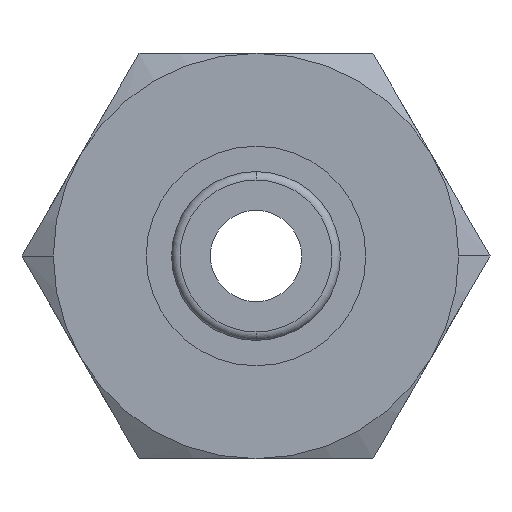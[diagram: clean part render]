
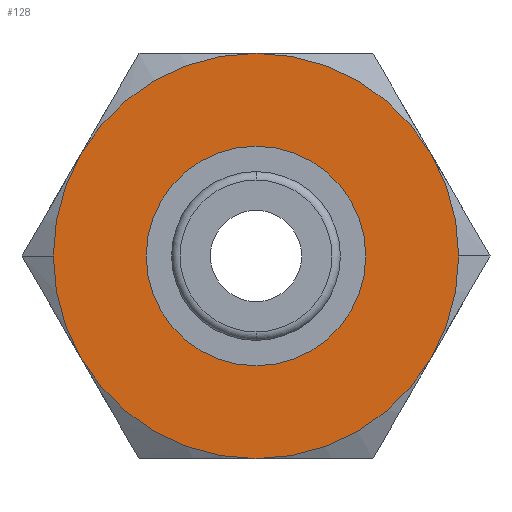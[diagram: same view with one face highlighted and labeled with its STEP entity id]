
A CAD part, front view. The second image highlights one B-rep face of the part: STEP entity #128.
In plain terms, the highlighted planar face has unit normal (0, -1, 0).
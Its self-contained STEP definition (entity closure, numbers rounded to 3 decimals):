
#128=ADVANCED_FACE('',(#282,#283),#284,.T.);
#282=FACE_OUTER_BOUND('',#467,.T.);
#283=FACE_BOUND('',#468,.T.);
#284=PLANE('',#469);
#467=EDGE_LOOP('',(#766,#767,#768,#769,#770,#771,#772,#773));
#468=EDGE_LOOP('',(#774,#775));
#469=AXIS2_PLACEMENT_3D('',#776,#777,#778);
#766=ORIENTED_EDGE('',*,*,#1208,.F.);
#767=ORIENTED_EDGE('',*,*,#1209,.F.);
#768=ORIENTED_EDGE('',*,*,#1142,.F.);
#769=ORIENTED_EDGE('',*,*,#1210,.F.);
#770=ORIENTED_EDGE('',*,*,#1211,.F.);
#771=ORIENTED_EDGE('',*,*,#1212,.F.);
#772=ORIENTED_EDGE('',*,*,#1213,.F.);
#773=ORIENTED_EDGE('',*,*,#1214,.F.);
#774=ORIENTED_EDGE('',*,*,#1195,.F.);
#775=ORIENTED_EDGE('',*,*,#1215,.F.);
#776=CARTESIAN_POINT('',(3.0,18.0,0.0));
#777=DIRECTION('',(-0.0,-1.0,-0.0));
#778=DIRECTION('',(-1.0,0.0,0.0));
#1142=EDGE_CURVE('',#1389,#1391,#1392,.T.);
#1195=EDGE_CURVE('',#1473,#1469,#1475,.T.);
#1208=EDGE_CURVE('',#1496,#1497,#1498,.T.);
#1209=EDGE_CURVE('',#1391,#1496,#1499,.T.);
#1210=EDGE_CURVE('',#1500,#1389,#1501,.T.);
#1211=EDGE_CURVE('',#1502,#1500,#1503,.T.);
#1212=EDGE_CURVE('',#1427,#1502,#1504,.T.);
#1213=EDGE_CURVE('',#1505,#1427,#1506,.T.);
#1214=EDGE_CURVE('',#1497,#1505,#1507,.T.);
#1215=EDGE_CURVE('',#1469,#1473,#1508,.T.);
#1389=VERTEX_POINT('',#1886);
#1391=VERTEX_POINT('',#1899);
#1392=CIRCLE('',#1900,6.0);
#1427=VERTEX_POINT('',#1995);
#1469=VERTEX_POINT('',#2085);
#1473=VERTEX_POINT('',#2090);
#1475=CIRCLE('',#2093,3.25);
#1496=VERTEX_POINT('',#2116);
#1497=VERTEX_POINT('',#2117);
#1498=CIRCLE('',#2118,6.0);
#1499=CIRCLE('',#2119,6.0);
#1500=VERTEX_POINT('',#2120);
#1501=CIRCLE('',#2121,6.0);
#1502=VERTEX_POINT('',#2122);
#1503=CIRCLE('',#2123,6.0);
#1504=CIRCLE('',#2124,6.0);
#1505=VERTEX_POINT('',#2125);
#1506=CIRCLE('',#2126,6.0);
#1507=CIRCLE('',#2127,6.0);
#1508=CIRCLE('',#2128,3.25);
#1886=CARTESIAN_POINT('',(-5.196,18.0,3.0));
#1899=CARTESIAN_POINT('',(0.,18.0,6.0));
#1900=AXIS2_PLACEMENT_3D('',#2441,#2442,#2443);
#1995=CARTESIAN_POINT('',(0.0,18.0,-6.0));
#2085=CARTESIAN_POINT('',(3.25,18.0,0.));
#2090=CARTESIAN_POINT('',(-3.25,18.0,0.));
#2093=AXIS2_PLACEMENT_3D('',#2515,#2516,#2517);
#2116=CARTESIAN_POINT('',(5.196,18.0,3.0));
#2117=CARTESIAN_POINT('',(6.0,18.0,0.));
#2118=AXIS2_PLACEMENT_3D('',#2538,#2539,#2540);
#2119=AXIS2_PLACEMENT_3D('',#2541,#2542,#2543);
#2120=CARTESIAN_POINT('',(-6.0,18.0,0.));
#2121=AXIS2_PLACEMENT_3D('',#2544,#2545,#2546);
#2122=CARTESIAN_POINT('',(-5.196,18.0,-3.0));
#2123=AXIS2_PLACEMENT_3D('',#2547,#2548,#2549);
#2124=AXIS2_PLACEMENT_3D('',#2550,#2551,#2552);
#2125=CARTESIAN_POINT('',(5.196,18.0,-3.0));
#2126=AXIS2_PLACEMENT_3D('',#2553,#2554,#2555);
#2127=AXIS2_PLACEMENT_3D('',#2556,#2557,#2558);
#2128=AXIS2_PLACEMENT_3D('',#2559,#2560,#2561);
#2441=CARTESIAN_POINT('',(0.0,18.0,0.0));
#2442=DIRECTION('',(-0.0,1.0,0.0));
#2443=DIRECTION('',(1.0,0.0,0.0));
#2515=CARTESIAN_POINT('',(0.0,18.0,0.0));
#2516=DIRECTION('',(0.0,-1.0,0.0));
#2517=DIRECTION('',(1.0,0.0,0.0));
#2538=CARTESIAN_POINT('',(0.0,18.0,0.0));
#2539=DIRECTION('',(-0.0,1.0,0.0));
#2540=DIRECTION('',(1.0,0.0,0.0));
#2541=CARTESIAN_POINT('',(0.0,18.0,0.0));
#2542=DIRECTION('',(-0.0,1.0,0.0));
#2543=DIRECTION('',(1.0,0.0,0.0));
#2544=CARTESIAN_POINT('',(0.0,18.0,0.0));
#2545=DIRECTION('',(-0.0,1.0,0.0));
#2546=DIRECTION('',(1.0,0.0,0.0));
#2547=CARTESIAN_POINT('',(0.0,18.0,0.0));
#2548=DIRECTION('',(-0.0,1.0,0.0));
#2549=DIRECTION('',(1.0,0.0,0.0));
#2550=CARTESIAN_POINT('',(0.0,18.0,0.0));
#2551=DIRECTION('',(-0.0,1.0,0.0));
#2552=DIRECTION('',(1.0,0.0,0.0));
#2553=CARTESIAN_POINT('',(0.0,18.0,0.0));
#2554=DIRECTION('',(-0.0,1.0,0.0));
#2555=DIRECTION('',(1.0,0.0,0.0));
#2556=CARTESIAN_POINT('',(0.0,18.0,0.0));
#2557=DIRECTION('',(-0.0,1.0,0.0));
#2558=DIRECTION('',(1.0,0.0,0.0));
#2559=CARTESIAN_POINT('',(0.0,18.0,0.0));
#2560=DIRECTION('',(0.0,-1.0,0.0));
#2561=DIRECTION('',(1.0,0.0,0.0));
